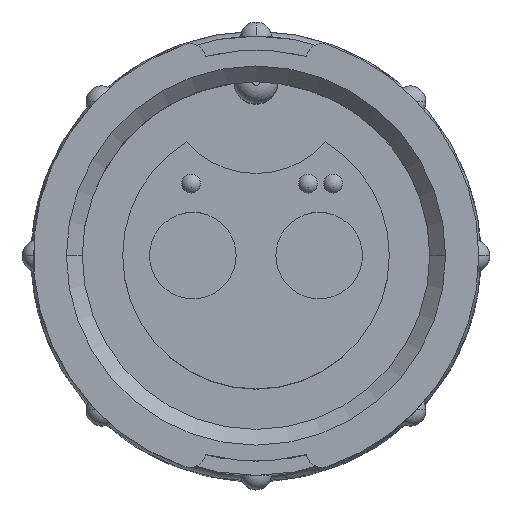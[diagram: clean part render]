
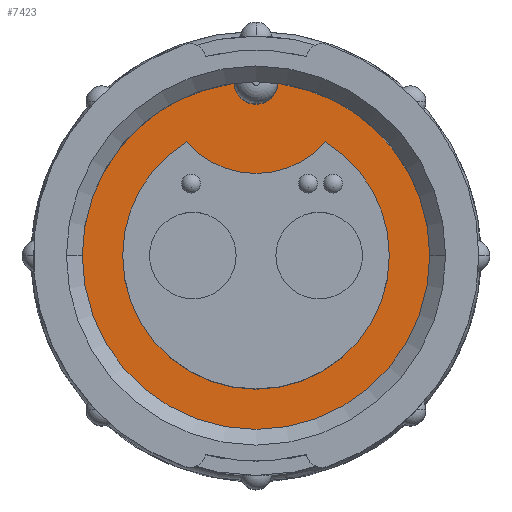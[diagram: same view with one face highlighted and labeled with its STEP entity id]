
A CAD part, top view. The second image highlights one B-rep face of the part: STEP entity #7423.
In plain terms, the highlighted planar face has unit normal (0, 0, 1).
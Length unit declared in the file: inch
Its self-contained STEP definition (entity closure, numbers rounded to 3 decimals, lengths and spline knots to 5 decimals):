
#18 = EDGE_CURVE ( 'NONE', #1538, #5843, #7756, .T. ) ;
#29 = CARTESIAN_POINT ( 'NONE',  ( -0.03493, 0.27277, -0.31 ) ) ;
#59 = CIRCLE ( 'NONE', #1461, 0.035 ) ;
#234 = DIRECTION ( 'NONE',  ( 0., 0., 1. ) ) ;
#271 = DIRECTION ( 'NONE',  ( -1., 0., 0. ) ) ;
#393 = VERTEX_POINT ( 'NONE', #29 ) ;
#422 = AXIS2_PLACEMENT_3D ( 'NONE', #2858, #7978, #3605 ) ;
#445 = EDGE_LOOP ( 'NONE', ( #592, #9310, #5387, #7276 ) ) ;
#592 = ORIENTED_EDGE ( 'NONE', *, *, #2784, .T. ) ;
#985 = VERTEX_POINT ( 'NONE', #8920 ) ;
#1106 = CARTESIAN_POINT ( 'NONE',  ( 0.275, 0., -0.31 ) ) ;
#1170 = CARTESIAN_POINT ( 'NONE',  ( 0., 0., -0.31 ) ) ;
#1308 = VERTEX_POINT ( 'NONE', #2935 ) ;
#1461 = AXIS2_PLACEMENT_3D ( 'NONE', #9056, #4672, #271 ) ;
#1486 = CARTESIAN_POINT ( 'NONE',  ( 0., 0., -0.31 ) ) ;
#1538 = VERTEX_POINT ( 'NONE', #6516 ) ;
#1830 = VERTEX_POINT ( 'NONE', #1106 ) ;
#1905 = DIRECTION ( 'NONE',  ( 1., 0., 0. ) ) ;
#2069 = AXIS2_PLACEMENT_3D ( 'NONE', #5998, #7448, #3072 ) ;
#2199 = DIRECTION ( 'NONE',  ( -1., 0., 0. ) ) ;
#2252 = ORIENTED_EDGE ( 'NONE', *, *, #5190, .F. ) ;
#2283 = PLANE ( 'NONE',  #2069 ) ;
#2321 = CARTESIAN_POINT ( 'NONE',  ( -0.11, 0.18006, -0.31 ) ) ;
#2537 = CARTESIAN_POINT ( 'NONE',  ( 0.03493, 0.27277, -0.31 ) ) ;
#2626 = AXIS2_PLACEMENT_3D ( 'NONE', #3822, #8956, #4568 ) ;
#2784 = EDGE_CURVE ( 'NONE', #393, #985, #8486, .T. ) ;
#2858 = CARTESIAN_POINT ( 'NONE',  ( 0., 0., -0.31 ) ) ;
#2935 = CARTESIAN_POINT ( 'NONE',  ( -0.211, 0., -0.31 ) ) ;
#3024 = DIRECTION ( 'NONE',  ( -1., 0., 0. ) ) ;
#3072 = DIRECTION ( 'NONE',  ( -1., 0., 0. ) ) ;
#3166 = CIRCLE ( 'NONE', #3581, 0.211 ) ;
#3547 = AXIS2_PLACEMENT_3D ( 'NONE', #4638, #234, #5367 ) ;
#3581 = AXIS2_PLACEMENT_3D ( 'NONE', #1486, #6595, #2199 ) ;
#3605 = DIRECTION ( 'NONE',  ( 1., 0., 0. ) ) ;
#3682 = CARTESIAN_POINT ( 'NONE',  ( 0., 0., -0.31 ) ) ;
#3774 = CARTESIAN_POINT ( 'NONE',  ( 0., 0., -0.31 ) ) ;
#3822 = CARTESIAN_POINT ( 'NONE',  ( 0., 0.27589, -0.31 ) ) ;
#4110 = CIRCLE ( 'NONE', #422, 0.275 ) ;
#4276 = AXIS2_PLACEMENT_3D ( 'NONE', #1170, #6304, #1905 ) ;
#4313 = VERTEX_POINT ( 'NONE', #2537 ) ;
#4417 = DIRECTION ( 'NONE',  ( -1., 0., 0. ) ) ;
#4568 = DIRECTION ( 'NONE',  ( -1., 0., 0. ) ) ;
#4638 = CARTESIAN_POINT ( 'NONE',  ( 0., 0., -0.31 ) ) ;
#4672 = DIRECTION ( 'NONE',  ( 0., 0., 1. ) ) ;
#4675 = CIRCLE ( 'NONE', #2626, 0.14589 ) ;
#5133 = EDGE_LOOP ( 'NONE', ( #5434, #5823, #6289, #2252 ) ) ;
#5163 = AXIS2_PLACEMENT_3D ( 'NONE', #3774, #8153, #3024 ) ;
#5190 = EDGE_CURVE ( 'NONE', #5941, #1308, #3166, .T. ) ;
#5367 = DIRECTION ( 'NONE',  ( 1., 0., 0. ) ) ;
#5387 = ORIENTED_EDGE ( 'NONE', *, *, #6437, .T. ) ;
#5434 = ORIENTED_EDGE ( 'NONE', *, *, #6623, .F. ) ;
#5823 = ORIENTED_EDGE ( 'NONE', *, *, #18, .F. ) ;
#5843 = VERTEX_POINT ( 'NONE', #9203 ) ;
#5941 = VERTEX_POINT ( 'NONE', #2321 ) ;
#5998 = CARTESIAN_POINT ( 'NONE',  ( 0., 0., -0.31 ) ) ;
#6289 = ORIENTED_EDGE ( 'NONE', *, *, #9503, .F. ) ;
#6304 = DIRECTION ( 'NONE',  ( 0., 0., 1. ) ) ;
#6312 = CIRCLE ( 'NONE', #8500, 0.211 ) ;
#6437 = EDGE_CURVE ( 'NONE', #1830, #4313, #7517, .T. ) ;
#6516 = CARTESIAN_POINT ( 'NONE',  ( 0.211, 0., -0.31 ) ) ;
#6595 = DIRECTION ( 'NONE',  ( 0., 0., 1. ) ) ;
#6623 = EDGE_CURVE ( 'NONE', #5843, #5941, #4675, .T. ) ;
#6827 = EDGE_CURVE ( 'NONE', #393, #4313, #59, .T. ) ;
#7048 = FACE_OUTER_BOUND ( 'NONE', #445, .T. ) ;
#7276 = ORIENTED_EDGE ( 'NONE', *, *, #6827, .F. ) ;
#7423 = ADVANCED_FACE ( 'NONE', ( #7048, #9009 ), #2283, .F. ) ;
#7448 = DIRECTION ( 'NONE',  ( 0., 0., -1. ) ) ;
#7517 = CIRCLE ( 'NONE', #4276, 0.275 ) ;
#7706 = EDGE_CURVE ( 'NONE', #985, #1830, #4110, .T. ) ;
#7756 = CIRCLE ( 'NONE', #5163, 0.211 ) ;
#7978 = DIRECTION ( 'NONE',  ( 0., 0., 1. ) ) ;
#8153 = DIRECTION ( 'NONE',  ( 0., 0., 1. ) ) ;
#8486 = CIRCLE ( 'NONE', #3547, 0.275 ) ;
#8500 = AXIS2_PLACEMENT_3D ( 'NONE', #3682, #8812, #4417 ) ;
#8812 = DIRECTION ( 'NONE',  ( 0., 0., 1. ) ) ;
#8920 = CARTESIAN_POINT ( 'NONE',  ( -0.275, 0., -0.31 ) ) ;
#8956 = DIRECTION ( 'NONE',  ( 0., 0., -1. ) ) ;
#9009 = FACE_BOUND ( 'NONE', #5133, .T. ) ;
#9056 = CARTESIAN_POINT ( 'NONE',  ( 0., 0.275, -0.31 ) ) ;
#9203 = CARTESIAN_POINT ( 'NONE',  ( 0.11, 0.18006, -0.31 ) ) ;
#9310 = ORIENTED_EDGE ( 'NONE', *, *, #7706, .T. ) ;
#9503 = EDGE_CURVE ( 'NONE', #1308, #1538, #6312, .T. ) ;
